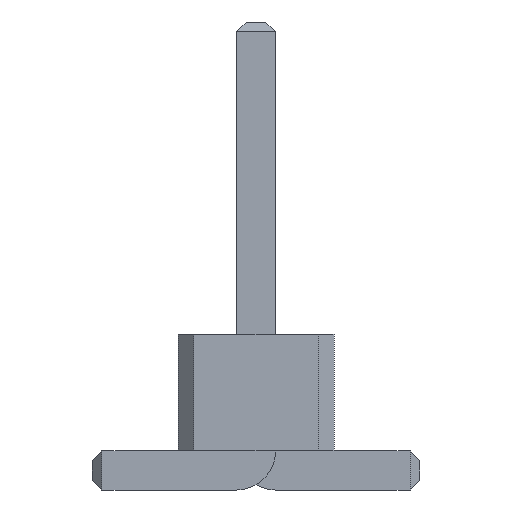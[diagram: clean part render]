
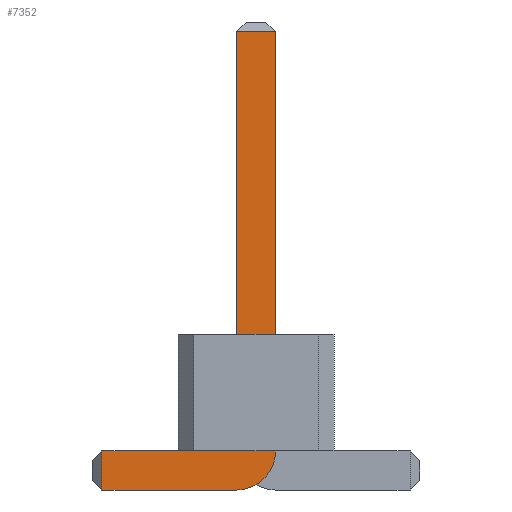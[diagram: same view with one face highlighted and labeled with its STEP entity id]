
A CAD part, front view. The second image highlights one B-rep face of the part: STEP entity #7352.
In plain terms, the highlighted planar face has unit normal (0, -1, 0).
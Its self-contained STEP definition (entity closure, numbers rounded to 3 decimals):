
#13=DIRECTION('',(0.,0.,1.));
#27=VECTOR('',#13,1.);
#56=DIRECTION('',(0.,-1.,0.));
#67=DIRECTION('',(1.,0.,0.));
#1580=VECTOR('',#67,1.);
#1633=DIRECTION('',(-1.,0.,0.));
#3143=VECTOR('',#1633,1.);
#3359=DIRECTION('',(0.,0.,-1.));
#3376=VECTOR('',#3359,1.);
#7207=DIRECTION('',(0.,-1.,0.));
#7208=DIRECTION('',(-1.,0.,0.));
#7215=VERTEX_POINT('',#7216);
#7216=CARTESIAN_POINT('',(-1.975,-26.25,0.));
#7218=ORIENTED_EDGE('',*,*,#7219,.T.);
#7219=EDGE_CURVE('',#7215,#7220,#7222,.T.);
#7220=VERTEX_POINT('',#7221);
#7221=CARTESIAN_POINT('',(-0.25,-26.25,0.));
#7222=LINE('',#7223,#1580);
#7223=CARTESIAN_POINT('',(-2.1,-26.25,0.));
#7255=VERTEX_POINT('',#7256);
#7256=CARTESIAN_POINT('',(0.25,-26.25,0.5));
#7259=EDGE_CURVE('',#7220,#7255,#7260,.T.);
#7260=CIRCLE('',#7261,0.5);
#7261=AXIS2_PLACEMENT_3D('',#7262,#56,#3359);
#7262=CARTESIAN_POINT('',(-0.25,-26.25,0.5));
#7270=VERTEX_POINT('',#7262);
#7272=ORIENTED_EDGE('',*,*,#7273,.T.);
#7273=EDGE_CURVE('',#7270,#7274,#7276,.T.);
#7274=VERTEX_POINT('',#7275);
#7275=CARTESIAN_POINT('',(-1.975,-26.25,0.5));
#7276=LINE('',#7262,#3143);
#7286=ORIENTED_EDGE('',*,*,#7287,.T.);
#7287=EDGE_CURVE('',#7255,#7288,#7290,.T.);
#7288=VERTEX_POINT('',#7289);
#7289=CARTESIAN_POINT('',(0.25,-26.25,5.875));
#7290=LINE('',#7291,#27);
#7291=CARTESIAN_POINT('',(0.25,-26.25,0.));
#7303=VERTEX_POINT('',#7304);
#7304=CARTESIAN_POINT('',(-0.25,-26.25,5.875));
#7306=ORIENTED_EDGE('',*,*,#7307,.T.);
#7307=EDGE_CURVE('',#7303,#7270,#7308,.T.);
#7308=LINE('',#7309,#3376);
#7309=CARTESIAN_POINT('',(-0.25,-26.25,6.));
#7352=ADVANCED_FACE('',(#7353),#7362,.T.);
#7353=FACE_BOUND('',#7354,.T.);
#7354=EDGE_LOOP('',(#7218,#7355,#7286,#7356,#7306,#7272,#7359));
#7355=ORIENTED_EDGE('',*,*,#7259,.T.);
#7356=ORIENTED_EDGE('',*,*,#7357,.T.);
#7357=EDGE_CURVE('',#7288,#7303,#7358,.T.);
#7358=LINE('',#7289,#3143);
#7359=ORIENTED_EDGE('',*,*,#7360,.T.);
#7360=EDGE_CURVE('',#7274,#7215,#7361,.T.);
#7361=LINE('',#7275,#3376);
#7362=PLANE('',#7363);
#7363=AXIS2_PLACEMENT_3D('',#7364,#7207,#7208);
#7364=CARTESIAN_POINT('',(-0.316,-26.25,2.391));
